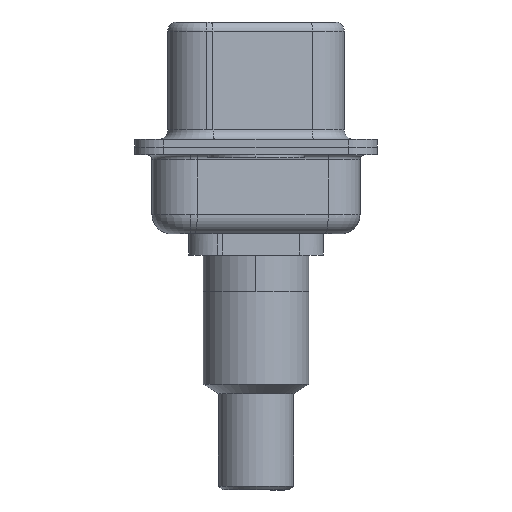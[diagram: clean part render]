
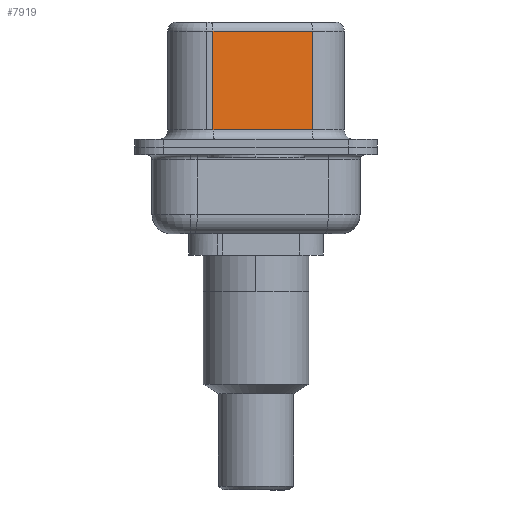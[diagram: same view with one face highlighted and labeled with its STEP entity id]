
A CAD part, left-side view. The second image highlights one B-rep face of the part: STEP entity #7919.
In plain terms, the highlighted planar face has unit normal (-0.985, -0.174, 0).
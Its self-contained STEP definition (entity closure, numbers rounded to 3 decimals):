
#693 = VECTOR ( 'NONE', #12010, 1000. ) ;
#1250 = CARTESIAN_POINT ( 'NONE',  ( 4.585, -2.927, 6.02 ) ) ;
#1410 = ORIENTED_EDGE ( 'NONE', *, *, #13450, .T. ) ;
#1744 = CARTESIAN_POINT ( 'NONE',  ( 4.585, -2.927, 6.02 ) ) ;
#2298 = CARTESIAN_POINT ( 'NONE',  ( 4.585, -2.927, 6.52 ) ) ;
#3083 = AXIS2_PLACEMENT_3D ( 'NONE', #3228, #4570, #6897 ) ;
#3145 = ORIENTED_EDGE ( 'NONE', *, *, #11641, .T. ) ;
#3174 = PLANE ( 'NONE',  #3083 ) ;
#3228 = CARTESIAN_POINT ( 'NONE',  ( 4.585, -2.927, 6.52 ) ) ;
#3397 = VERTEX_POINT ( 'NONE', #9824 ) ;
#3505 = DIRECTION ( 'NONE',  ( 0., 0., -1. ) ) ;
#3930 = LINE ( 'NONE', #11958, #693 ) ;
#4037 = LINE ( 'NONE', #2298, #12929 ) ;
#4570 = DIRECTION ( 'NONE',  ( 0.985, 0.174, 0. ) ) ;
#4973 = ORIENTED_EDGE ( 'NONE', *, *, #8970, .F. ) ;
#5224 = CARTESIAN_POINT ( 'NONE',  ( 3.675, 2.233, 0.9 ) ) ;
#5230 = VECTOR ( 'NONE', #5288, 1000. ) ;
#5288 = DIRECTION ( 'NONE',  ( -0.174, 0.985, 0. ) ) ;
#6800 = ORIENTED_EDGE ( 'NONE', *, *, #13096, .T. ) ;
#6897 = DIRECTION ( 'NONE',  ( -0.174, 0.985, 0. ) ) ;
#7284 = FACE_OUTER_BOUND ( 'NONE', #7487, .T. ) ;
#7366 = DIRECTION ( 'NONE',  ( 0.174, -0.985, 0. ) ) ;
#7487 = EDGE_LOOP ( 'NONE', ( #4973, #6800, #1410, #3145 ) ) ;
#7760 = VECTOR ( 'NONE', #7366, 1000. ) ;
#7919 = ADVANCED_FACE ( 'NONE', ( #7284 ), #3174, .F. ) ;
#8105 = LINE ( 'NONE', #1744, #5230 ) ;
#8970 = EDGE_CURVE ( 'NONE', #15577, #3397, #4037, .T. ) ;
#9328 = CARTESIAN_POINT ( 'NONE',  ( 3.675, 2.233, 6.02 ) ) ;
#9824 = CARTESIAN_POINT ( 'NONE',  ( 4.585, -2.927, 0.9 ) ) ;
#9948 = VERTEX_POINT ( 'NONE', #9328 ) ;
#11019 = LINE ( 'NONE', #12181, #7760 ) ;
#11641 = EDGE_CURVE ( 'NONE', #13840, #3397, #11019, .T. ) ;
#11958 = CARTESIAN_POINT ( 'NONE',  ( 3.675, 2.233, 6.52 ) ) ;
#12010 = DIRECTION ( 'NONE',  ( 0., 0., -1. ) ) ;
#12181 = CARTESIAN_POINT ( 'NONE',  ( 4.585, -2.927, 0.9 ) ) ;
#12929 = VECTOR ( 'NONE', #3505, 1000. ) ;
#13096 = EDGE_CURVE ( 'NONE', #15577, #9948, #8105, .T. ) ;
#13450 = EDGE_CURVE ( 'NONE', #9948, #13840, #3930, .T. ) ;
#13840 = VERTEX_POINT ( 'NONE', #5224 ) ;
#15577 = VERTEX_POINT ( 'NONE', #1250 ) ;
